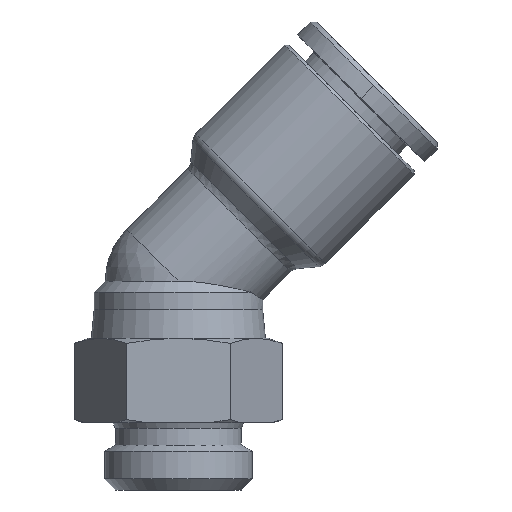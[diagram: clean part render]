
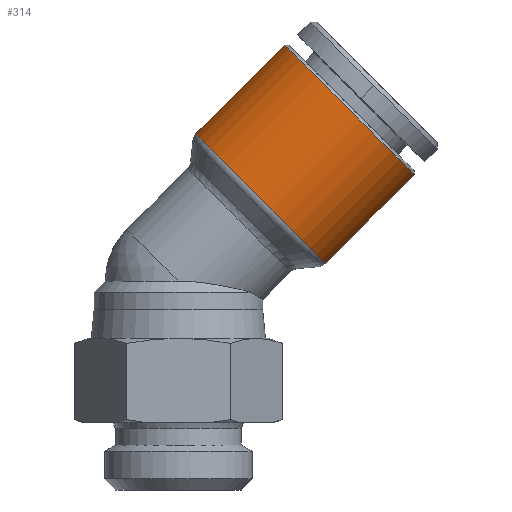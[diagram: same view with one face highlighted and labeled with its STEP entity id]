
A CAD part, front view. The second image highlights one B-rep face of the part: STEP entity #314.
In plain terms, the highlighted cylindrical face has radius 8.15 mm (diameter 16.3 mm), a partial arc.
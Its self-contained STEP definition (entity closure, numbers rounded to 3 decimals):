
#273=CARTESIAN_POINT('',(10.6,0.,14.227));
#274=DIRECTION('',(0.707,0.,0.707));
#275=DIRECTION('',(-0.707,0.,0.707));
#276=AXIS2_PLACEMENT_3D('',#273,#274,#275);
#277=CYLINDRICAL_SURFACE('',#276,8.15);
#278=CARTESIAN_POINT('',(1.555,0.,16.709));
#279=VERTEX_POINT('',#278);
#280=CARTESIAN_POINT('',(9.468,0.,24.622));
#281=VERTEX_POINT('',#280);
#282=CARTESIAN_POINT('',(1.555,0.,16.709));
#283=DIRECTION('',(0.707,0.,0.707));
#284=VECTOR('',#283,11.191);
#285=LINE('',#282,#284);
#286=EDGE_CURVE('',#279,#281,#285,.T.);
#287=ORIENTED_EDGE('',*,*,#286,.F.);
#288=CARTESIAN_POINT('',(13.081,0.,5.183));
#289=VERTEX_POINT('',#288);
#290=CARTESIAN_POINT('',(7.318,0.,10.946));
#291=DIRECTION('',(-0.707,0.,-0.707));
#292=DIRECTION('',(0.707,0.,-0.707));
#293=AXIS2_PLACEMENT_3D('',#290,#291,#292);
#294=CIRCLE('',#293,8.15);
#295=EDGE_CURVE('',#289,#279,#294,.T.);
#296=ORIENTED_EDGE('',*,*,#295,.F.);
#297=CARTESIAN_POINT('',(20.994,0.,13.096));
#298=VERTEX_POINT('',#297);
#299=CARTESIAN_POINT('',(20.994,0.,13.096));
#300=DIRECTION('',(-0.707,0.,-0.707));
#301=VECTOR('',#300,11.191);
#302=LINE('',#299,#301);
#303=EDGE_CURVE('',#298,#289,#302,.T.);
#304=ORIENTED_EDGE('',*,*,#303,.F.);
#305=CARTESIAN_POINT('',(15.231,0.,18.859));
#306=DIRECTION('',(0.707,0.,0.707));
#307=DIRECTION('',(-0.707,0.,0.707));
#308=AXIS2_PLACEMENT_3D('',#305,#306,#307);
#309=CIRCLE('',#308,8.15);
#310=EDGE_CURVE('',#281,#298,#309,.T.);
#311=ORIENTED_EDGE('',*,*,#310,.F.);
#312=EDGE_LOOP('',(#287,#296,#304,#311));
#313=FACE_OUTER_BOUND('',#312,.T.);
#314=ADVANCED_FACE('',(#313),#277,.T.);
